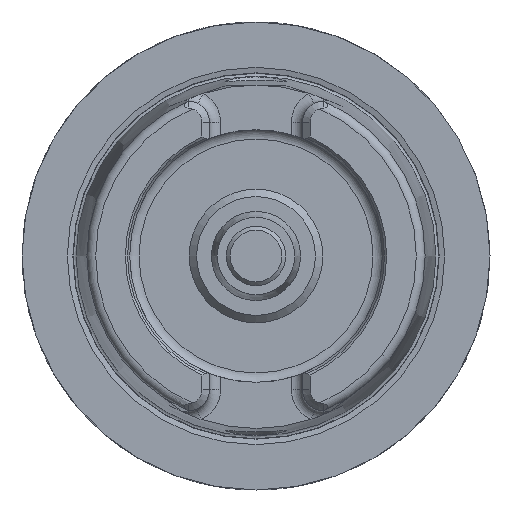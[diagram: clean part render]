
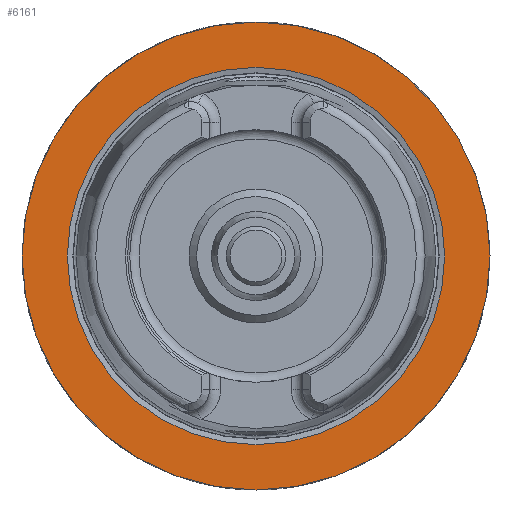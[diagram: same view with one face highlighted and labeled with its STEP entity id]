
A CAD part, left-side view. The second image highlights one B-rep face of the part: STEP entity #6161.
In plain terms, the highlighted planar face has unit normal (-1, 0, 0).
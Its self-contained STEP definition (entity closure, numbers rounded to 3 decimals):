
#5352=CARTESIAN_POINT('',(0.0,31.5,0.0));
#5353=VERTEX_POINT('',#5352);
#5354=CARTESIAN_POINT('',(0.0,0.0,0.0));
#5355=DIRECTION('',(1.0,0.0,0.0));
#5356=DIRECTION('',(0.0,1.0,0.0));
#5357=AXIS2_PLACEMENT_3D('',#5354,#5355,#5356);
#5358=CIRCLE('',#5357,31.5);
#5359=EDGE_CURVE('',#5353,#5353,#5358,.T.);
#6135=CARTESIAN_POINT('',(0.0,25.4,0.0));
#6136=VERTEX_POINT('',#6135);
#6137=CARTESIAN_POINT('',(0.0,0.0,0.0));
#6138=DIRECTION('',(1.0,0.0,0.0));
#6139=DIRECTION('',(0.0,1.0,0.0));
#6140=AXIS2_PLACEMENT_3D('',#6137,#6138,#6139);
#6141=CIRCLE('',#6140,25.4);
#6142=EDGE_CURVE('',#6136,#6136,#6141,.T.);
#6150=CARTESIAN_POINT('',(0.0,28.45,0.0));
#6151=DIRECTION('',(-1.0,0.0,0.0));
#6152=DIRECTION('',(0.0,0.0,1.0));
#6153=AXIS2_PLACEMENT_3D('',#6150,#6151,#6152);
#6154=PLANE('',#6153);
#6155=ORIENTED_EDGE('',*,*,#5359,.F.);
#6156=EDGE_LOOP('',(#6155));
#6157=FACE_OUTER_BOUND('',#6156,.T.);
#6158=ORIENTED_EDGE('',*,*,#6142,.T.);
#6159=EDGE_LOOP('',(#6158));
#6160=FACE_BOUND('',#6159,.T.);
#6161=ADVANCED_FACE('',(#6157,#6160),#6154,.T.);
